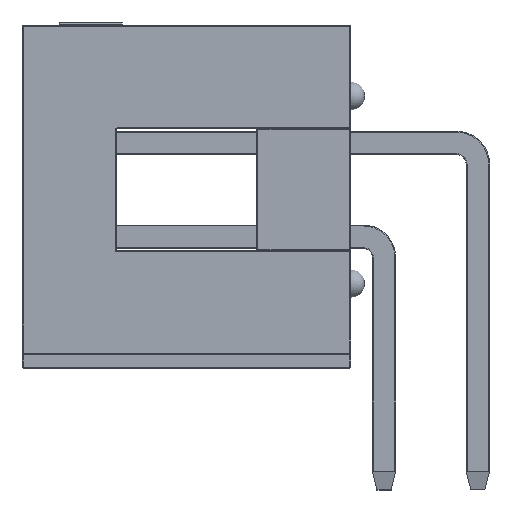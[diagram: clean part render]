
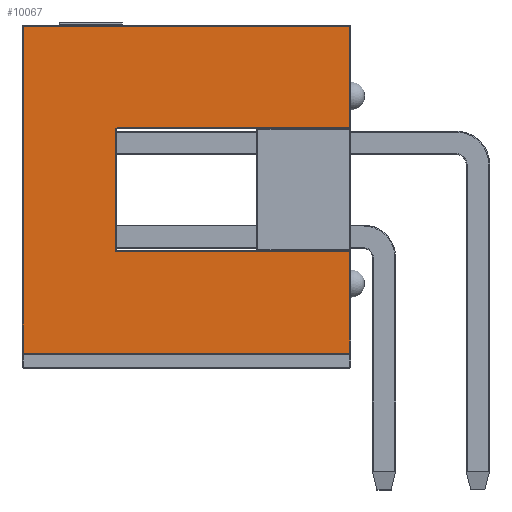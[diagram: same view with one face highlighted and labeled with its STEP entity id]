
A CAD part, front view. The second image highlights one B-rep face of the part: STEP entity #10067.
In plain terms, the highlighted face is planar.
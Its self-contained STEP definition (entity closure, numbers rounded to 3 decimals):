
#587=PLANE('',#11035);
#1124=FACE_OUTER_BOUND('',#1739,.T.);
#1739=EDGE_LOOP('',(#8132,#8133,#8134,#8135,#8136,#8137,#8138,#8139,#8140,
#8141));
#2284=CIRCLE('',#10854,0.051);
#2318=CIRCLE('',#10903,0.051);
#2533=LINE('',#15455,#3518);
#2536=LINE('',#15494,#3521);
#2541=LINE('',#15522,#3526);
#2546=LINE('',#15544,#3531);
#2552=LINE('',#15574,#3537);
#2555=LINE('',#15578,#3540);
#2559=LINE('',#15584,#3544);
#2600=LINE('',#15646,#3585);
#3518=VECTOR('',#12393,10.);
#3521=VECTOR('',#12438,10.);
#3526=VECTOR('',#12471,10.);
#3531=VECTOR('',#12498,10.);
#3537=VECTOR('',#12534,10.);
#3540=VECTOR('',#12539,10.);
#3544=VECTOR('',#12547,10.);
#3585=VECTOR('',#12630,10.);
#4651=VERTEX_POINT('',#15207);
#4683=VERTEX_POINT('',#15391);
#4684=VERTEX_POINT('',#15393);
#4705=VERTEX_POINT('',#15450);
#4717=VERTEX_POINT('',#15485);
#4718=VERTEX_POINT('',#15486);
#4729=VERTEX_POINT('',#15517);
#4733=VERTEX_POINT('',#15537);
#4739=VERTEX_POINT('',#15557);
#4743=VERTEX_POINT('',#15565);
#5725=EDGE_CURVE('',#4683,#4684,#2284,.T.);
#5755=EDGE_CURVE('',#4651,#4705,#2533,.T.);
#5769=EDGE_CURVE('',#4717,#4718,#2318,.T.);
#5773=EDGE_CURVE('',#4718,#4683,#2536,.T.);
#5787=EDGE_CURVE('',#4705,#4729,#2541,.T.);
#5798=EDGE_CURVE('',#4733,#4717,#2546,.T.);
#5813=EDGE_CURVE('',#4739,#4743,#2552,.T.);
#5816=EDGE_CURVE('',#4743,#4733,#2555,.T.);
#5820=EDGE_CURVE('',#4729,#4739,#2559,.T.);
#5861=EDGE_CURVE('',#4684,#4651,#2600,.T.);
#8132=ORIENTED_EDGE('',*,*,#5813,.F.);
#8133=ORIENTED_EDGE('',*,*,#5820,.F.);
#8134=ORIENTED_EDGE('',*,*,#5787,.F.);
#8135=ORIENTED_EDGE('',*,*,#5755,.F.);
#8136=ORIENTED_EDGE('',*,*,#5861,.F.);
#8137=ORIENTED_EDGE('',*,*,#5725,.F.);
#8138=ORIENTED_EDGE('',*,*,#5773,.F.);
#8139=ORIENTED_EDGE('',*,*,#5769,.F.);
#8140=ORIENTED_EDGE('',*,*,#5798,.F.);
#8141=ORIENTED_EDGE('',*,*,#5816,.F.);
#10067=ADVANCED_FACE('',(#1124),#587,.T.);
#10854=AXIS2_PLACEMENT_3D('',#15394,#12320,#12321);
#10903=AXIS2_PLACEMENT_3D('',#15487,#12428,#12429);
#11035=AXIS2_PLACEMENT_3D('',#16077,#12978,#12979);
#12320=DIRECTION('center_axis',(1.,0.,0.));
#12321=DIRECTION('ref_axis',(0.,-0.707,0.707));
#12393=DIRECTION('',(0.,-1.,0.));
#12428=DIRECTION('center_axis',(1.,0.,0.));
#12429=DIRECTION('ref_axis',(0.,0.707,0.707));
#12438=DIRECTION('',(0.,-1.,0.));
#12471=DIRECTION('',(0.,0.,1.));
#12498=DIRECTION('',(0.,0.,1.));
#12534=DIRECTION('',(0.,0.,-1.));
#12539=DIRECTION('',(0.,-1.,0.));
#12547=DIRECTION('',(0.,1.,0.));
#12630=DIRECTION('',(0.,0.,-1.));
#12978=DIRECTION('center_axis',(1.,0.,0.));
#12979=DIRECTION('ref_axis',(0.,1.,0.));
#15207=CARTESIAN_POINT('',(24.765,-1.676,0.025));
#15391=CARTESIAN_POINT('',(24.765,-1.626,6.375));
#15393=CARTESIAN_POINT('',(24.765,-1.676,6.325));
#15394=CARTESIAN_POINT('Origin',(24.765,-1.626,6.325));
#15450=CARTESIAN_POINT('',(24.765,-4.42,0.025));
#15455=CARTESIAN_POINT('',(24.765,-2.223,0.025));
#15485=CARTESIAN_POINT('',(24.765,1.676,6.325));
#15486=CARTESIAN_POINT('',(24.765,1.626,6.375));
#15487=CARTESIAN_POINT('Origin',(24.765,1.626,6.325));
#15494=CARTESIAN_POINT('',(24.765,-3.048,6.375));
#15517=CARTESIAN_POINT('',(24.765,-4.42,8.865));
#15522=CARTESIAN_POINT('',(24.765,-4.42,0.));
#15537=CARTESIAN_POINT('',(24.765,1.676,0.025));
#15544=CARTESIAN_POINT('',(24.765,1.676,3.175));
#15557=CARTESIAN_POINT('',(24.765,4.42,8.865));
#15565=CARTESIAN_POINT('',(24.765,4.42,0.025));
#15574=CARTESIAN_POINT('',(24.765,4.42,0.));
#15578=CARTESIAN_POINT('',(24.765,-2.223,0.025));
#15584=CARTESIAN_POINT('',(24.765,-2.223,8.865));
#15646=CARTESIAN_POINT('',(24.765,-1.676,0.));
#16077=CARTESIAN_POINT('Origin',(24.765,-4.445,0.));
